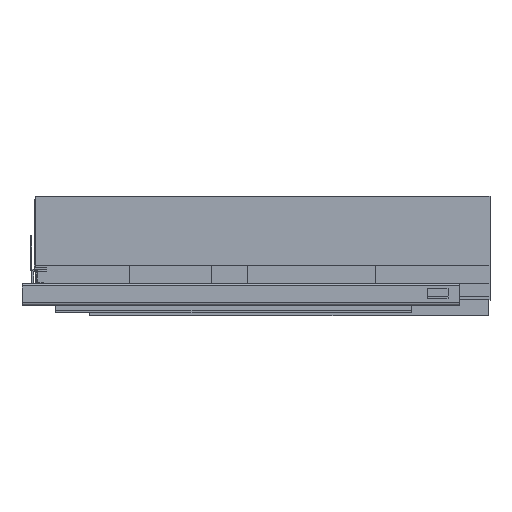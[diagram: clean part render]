
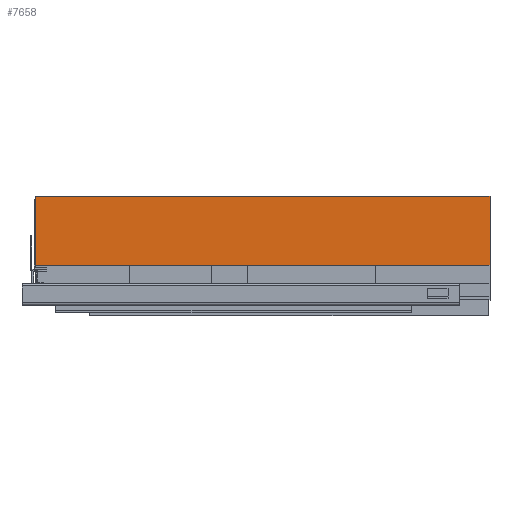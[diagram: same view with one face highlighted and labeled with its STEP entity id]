
A CAD part, top view. The second image highlights one B-rep face of the part: STEP entity #7658.
In plain terms, the highlighted planar face has unit normal (0, 0, 1).
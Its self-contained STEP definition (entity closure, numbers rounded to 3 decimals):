
#155 = ORIENTED_EDGE ( 'NONE', *, *, #2901, .T. ) ;
#220 = EDGE_LOOP ( 'NONE', ( #3130, #5430, #7554, #155 ) ) ;
#309 = CARTESIAN_POINT ( 'NONE',  ( -390., 89., 13.5 ) ) ;
#649 = DIRECTION ( 'NONE',  ( 1., 0., 0. ) ) ;
#717 = EDGE_CURVE ( 'NONE', #1001, #7138, #3371, .T. ) ;
#944 = CARTESIAN_POINT ( 'NONE',  ( 0., 30., 13.5 ) ) ;
#1001 = VERTEX_POINT ( 'NONE', #309 ) ;
#1059 = CARTESIAN_POINT ( 'NONE',  ( -390., 89., 13.5 ) ) ;
#1350 = LINE ( 'NONE', #7087, #3021 ) ;
#2037 = DIRECTION ( 'NONE',  ( 0., -1., 0. ) ) ;
#2103 = VECTOR ( 'NONE', #5521, 1000. ) ;
#2565 = DIRECTION ( 'NONE',  ( 0., -1., 0. ) ) ;
#2568 = VERTEX_POINT ( 'NONE', #944 ) ;
#2874 = CARTESIAN_POINT ( 'NONE',  ( 0., 89., 13.5 ) ) ;
#2901 = EDGE_CURVE ( 'NONE', #7138, #2568, #1350, .T. ) ;
#3021 = VECTOR ( 'NONE', #649, 1000. ) ;
#3130 = ORIENTED_EDGE ( 'NONE', *, *, #4755, .F. ) ;
#3371 = LINE ( 'NONE', #1059, #2103 ) ;
#3947 = VECTOR ( 'NONE', #2565, 1000. ) ;
#4152 = FACE_OUTER_BOUND ( 'NONE', #220, .T. ) ;
#4703 = AXIS2_PLACEMENT_3D ( 'NONE', #7016, #8479, #2037 ) ;
#4755 = EDGE_CURVE ( 'NONE', #5783, #2568, #7648, .T. ) ;
#5430 = ORIENTED_EDGE ( 'NONE', *, *, #8559, .F. ) ;
#5521 = DIRECTION ( 'NONE',  ( 0., -1., 0. ) ) ;
#5718 = LINE ( 'NONE', #5814, #8653 ) ;
#5783 = VERTEX_POINT ( 'NONE', #2874 ) ;
#5814 = CARTESIAN_POINT ( 'NONE',  ( -390., 89., 13.5 ) ) ;
#6256 = PLANE ( 'NONE',  #4703 ) ;
#7016 = CARTESIAN_POINT ( 'NONE',  ( -390., 89., 13.5 ) ) ;
#7087 = CARTESIAN_POINT ( 'NONE',  ( -390., 30., 13.5 ) ) ;
#7138 = VERTEX_POINT ( 'NONE', #7424 ) ;
#7424 = CARTESIAN_POINT ( 'NONE',  ( -390., 30., 13.5 ) ) ;
#7554 = ORIENTED_EDGE ( 'NONE', *, *, #717, .T. ) ;
#7648 = LINE ( 'NONE', #7792, #3947 ) ;
#7658 = ADVANCED_FACE ( 'NONE', ( #4152 ), #6256, .T. ) ;
#7792 = CARTESIAN_POINT ( 'NONE',  ( 0., 89., 13.5 ) ) ;
#8479 = DIRECTION ( 'NONE',  ( 0., 0., 1. ) ) ;
#8559 = EDGE_CURVE ( 'NONE', #1001, #5783, #5718, .T. ) ;
#8647 = DIRECTION ( 'NONE',  ( 1., 0., 0. ) ) ;
#8653 = VECTOR ( 'NONE', #8647, 1000. ) ;
